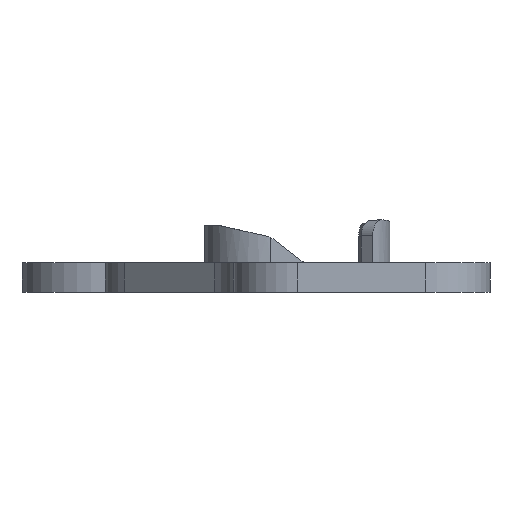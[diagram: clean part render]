
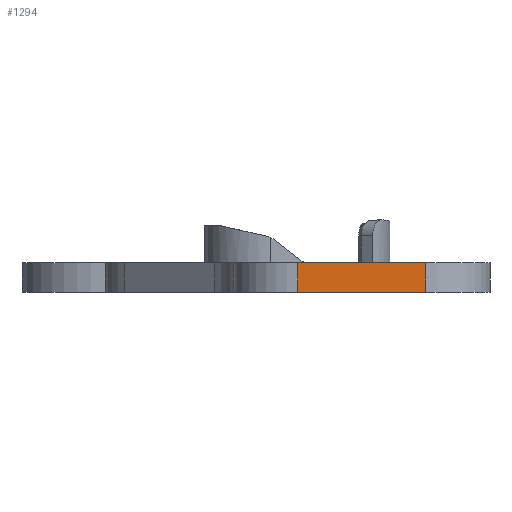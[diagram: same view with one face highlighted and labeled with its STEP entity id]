
A CAD part, left-side view. The second image highlights one B-rep face of the part: STEP entity #1294.
In plain terms, the highlighted planar face has unit normal (-1, 0, 0).
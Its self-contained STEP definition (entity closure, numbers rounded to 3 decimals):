
#8 = EDGE_CURVE ( 'NONE', #1747, #1713, #1779, .T. ) ;
#114 = EDGE_LOOP ( 'NONE', ( #2111, #2110, #2113, #2108 ) ) ;
#121 = EDGE_CURVE ( 'NONE', #1747, #390, #663, .T. ) ;
#147 = EDGE_CURVE ( 'NONE', #390, #378, #216, .T. ) ;
#216 = LINE ( 'NONE', #217, #2237 ) ;
#217 = CARTESIAN_POINT ( 'NONE',  ( -40., 5., 0. ) ) ;
#218 = DIRECTION ( 'NONE',  ( 0., -1., 0. ) ) ;
#273 = CARTESIAN_POINT ( 'NONE',  ( -40., -5., 0. ) ) ;
#285 = CARTESIAN_POINT ( 'NONE',  ( -40., 5., 0. ) ) ;
#378 = VERTEX_POINT ( 'NONE', #273 ) ;
#390 = VERTEX_POINT ( 'NONE', #285 ) ;
#504 = AXIS2_PLACEMENT_3D ( 'NONE', #796, #797, #798 ) ;
#663 = LINE ( 'NONE', #664, #2260 ) ;
#664 = CARTESIAN_POINT ( 'NONE',  ( -40., 5., 2.3 ) ) ;
#665 = DIRECTION ( 'NONE',  ( 0., 0., -1. ) ) ;
#795 = PLANE ( 'NONE',  #504 ) ;
#796 = CARTESIAN_POINT ( 'NONE',  ( -40., 5., 2.3 ) ) ;
#797 = DIRECTION ( 'NONE',  ( 1., 0., 0. ) ) ;
#798 = DIRECTION ( 'NONE',  ( 0., 0., -1. ) ) ;
#908 = CARTESIAN_POINT ( 'NONE',  ( -40., -5., 2.3 ) ) ;
#942 = CARTESIAN_POINT ( 'NONE',  ( -40., 5., 2.3 ) ) ;
#1050 = EDGE_CURVE ( 'NONE', #1713, #378, #1475, .T. ) ;
#1294 = ADVANCED_FACE ( 'NONE', ( #1958 ), #795, .F. ) ;
#1475 = LINE ( 'NONE', #1476, #2028 ) ;
#1476 = CARTESIAN_POINT ( 'NONE',  ( -40., -5., 2.3 ) ) ;
#1477 = DIRECTION ( 'NONE',  ( 0., 0., -1. ) ) ;
#1713 = VERTEX_POINT ( 'NONE', #908 ) ;
#1747 = VERTEX_POINT ( 'NONE', #942 ) ;
#1779 = LINE ( 'NONE', #1780, #2291 ) ;
#1780 = CARTESIAN_POINT ( 'NONE',  ( -40., 5., 2.3 ) ) ;
#1781 = DIRECTION ( 'NONE',  ( 0., -1., 0. ) ) ;
#1958 = FACE_OUTER_BOUND ( 'NONE', #114, .T. ) ;
#2028 = VECTOR ( 'NONE', #1477, 1000. ) ;
#2108 = ORIENTED_EDGE ( 'NONE', *, *, #121, .T. ) ;
#2110 = ORIENTED_EDGE ( 'NONE', *, *, #1050, .F. ) ;
#2111 = ORIENTED_EDGE ( 'NONE', *, *, #147, .T. ) ;
#2113 = ORIENTED_EDGE ( 'NONE', *, *, #8, .F. ) ;
#2237 = VECTOR ( 'NONE', #218, 1000. ) ;
#2260 = VECTOR ( 'NONE', #665, 1000. ) ;
#2291 = VECTOR ( 'NONE', #1781, 1000. ) ;
